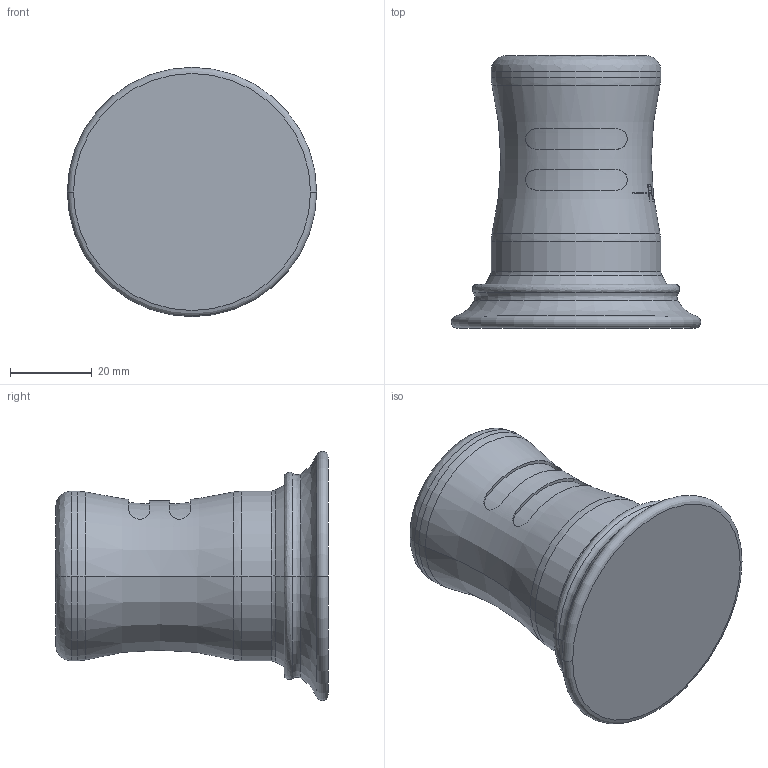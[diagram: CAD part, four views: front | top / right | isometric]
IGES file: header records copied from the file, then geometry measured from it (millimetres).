
Start section:  PTC IGES file: 3310-5711.igs
Global section: file name: 3310-5711.igs; native system: Creo Parametric by PTC Inc.; preprocessor: 2018400; author: jinson.thomas; organization: Unknown; date: 20211014.102745; units: inch
Bounding box: 60.95 x 66.67 x 60.95 mm (x, y, z)
Volume: 92743.5 mm3; surface area: 13788.6 mm2
Topology: 1 solids, 1 shells, 60 faces, 136 edges, 84 vertices
Faces by surface type: revolution 33, bspline 27
